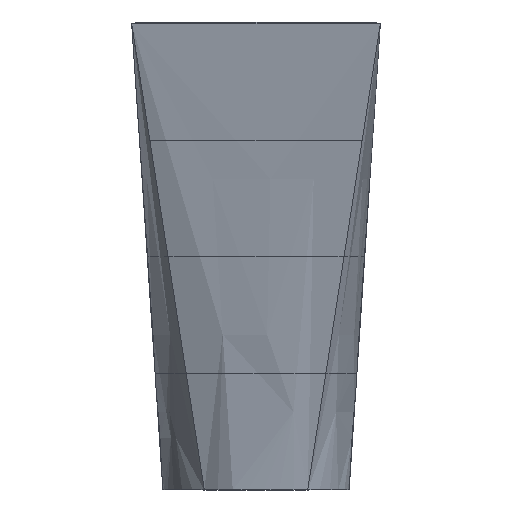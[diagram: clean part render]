
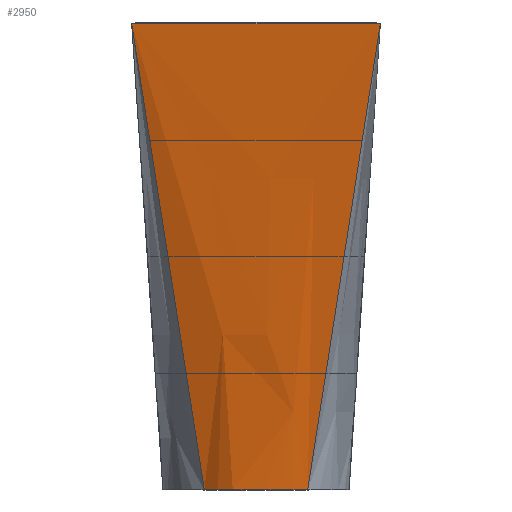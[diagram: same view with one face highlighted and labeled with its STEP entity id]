
A CAD part, left-side view. The second image highlights one B-rep face of the part: STEP entity #2950.
In plain terms, the highlighted free-form (B-spline) face has degree [3, 3] with [6, 4] control points.
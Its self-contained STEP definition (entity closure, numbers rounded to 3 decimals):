
#348=FACE_OUTER_BOUND($,#571,.T.);
#571=EDGE_LOOP($,(#2025,#2026,#2027,#2028));
#794=CIRCLE($,#3182,30.);
#802=LINE($,#4319,#1086);
#804=LINE($,#4348,#1088);
#805=LINE($,#4350,#1089);
#1086=VECTOR($,#3457,155.799);
#1088=VECTOR($,#3461,80.);
#1089=VECTOR($,#3462,155.799);
#1370=VERTEX_POINT($,#4316);
#1371=VERTEX_POINT($,#4318);
#1373=VERTEX_POINT($,#4347);
#1374=VERTEX_POINT($,#4349);
#1586=EDGE_CURVE($,#1370,#1371,#802,.T.);
#1589=EDGE_CURVE($,#1370,#1373,#804,.T.);
#1590=EDGE_CURVE($,#1373,#1374,#805,.T.);
#1591=EDGE_CURVE($,#1371,#1374,#794,.T.);
#2025=ORIENTED_EDGE($,*,*,#1589,.T.);
#2026=ORIENTED_EDGE($,*,*,#1590,.T.);
#2027=ORIENTED_EDGE($,*,*,#1591,.F.);
#2028=ORIENTED_EDGE($,*,*,#1586,.F.);
#2874=B_SPLINE_SURFACE_WITH_KNOTS($,3,3,((#4323,#4324,#4325,#4326),(#4327,
#4328,#4329,#4330),(#4331,#4332,#4333,#4334),(#4335,#4336,#4337,#4338),
(#4339,#4340,#4341,#4342),(#4343,#4344,#4345,#4346)),.UNSPECIFIED.,.F.,
 .F.,.F.,(4,1,1,4),(4,4),(0.,0.286,0.571,1.),(0.,
1.),.UNSPECIFIED.);
#2950=ADVANCED_FACE($,(#348),#2874,.T.);
#3182=AXIS2_PLACEMENT_3D($,#4351,#3463,#3464);
#3457=DIRECTION($,(0.225,-0.15,-0.963));
#3461=DIRECTION($,(0.,-1.,0.));
#3462=DIRECTION($,(0.225,0.15,-0.963));
#3463=DIRECTION('center_axis',(0.,0.,1.));
#3464=DIRECTION('ref_axis',(-1.,0.,0.));
#4316=CARTESIAN_POINT('',(-60.,40.,0.));
#4318=CARTESIAN_POINT('',(-24.962,16.641,-150.));
#4319=CARTESIAN_POINT($,(-60.,40.,0.));
#4323=CARTESIAN_POINT('Ctrl Pts',(-60.,40.,0.));
#4324=CARTESIAN_POINT('Ctrl Pts',(-48.321,32.214,-50.));
#4325=CARTESIAN_POINT('Ctrl Pts',(-36.641,24.427,-100.));
#4326=CARTESIAN_POINT('Ctrl Pts',(-24.962,16.641,-150.));
#4327=CARTESIAN_POINT('Ctrl Pts',(-60.,32.381,0.));
#4328=CARTESIAN_POINT('Ctrl Pts',(-48.943,26.202,-50.));
#4329=CARTESIAN_POINT('Ctrl Pts',(-37.883,20.024,-100.));
#4330=CARTESIAN_POINT('Ctrl Pts',(-26.825,13.845,-150.));
#4331=CARTESIAN_POINT('Ctrl Pts',(-60.,17.143,0.));
#4332=CARTESIAN_POINT('Ctrl Pts',(-49.868,13.97,-50.));
#4333=CARTESIAN_POINT('Ctrl Pts',(-39.731,10.798,-100.));
#4334=CARTESIAN_POINT('Ctrl Pts',(-29.599,7.624,-150.));
#4335=CARTESIAN_POINT('Ctrl Pts',(-60.,-9.524,0.));
#4336=CARTESIAN_POINT('Ctrl Pts',(-50.203,-7.771,-50.));
#4337=CARTESIAN_POINT('Ctrl Pts',(-40.407,-6.018,-100.));
#4338=CARTESIAN_POINT('Ctrl Pts',(-30.61,-4.265,-150.));
#4339=CARTESIAN_POINT('Ctrl Pts',(-60.,-28.571,0.));
#4340=CARTESIAN_POINT('Ctrl Pts',(-49.255,-23.198,-50.));
#4341=CARTESIAN_POINT('Ctrl Pts',(-38.502,-17.821,-100.));
#4342=CARTESIAN_POINT('Ctrl Pts',(-27.757,-12.447,-150.));
#4343=CARTESIAN_POINT('Ctrl Pts',(-60.,-40.,0.));
#4344=CARTESIAN_POINT('Ctrl Pts',(-48.321,-32.214,-50.));
#4345=CARTESIAN_POINT('Ctrl Pts',(-36.641,-24.427,-100.));
#4346=CARTESIAN_POINT('Ctrl Pts',(-24.962,-16.641,-150.));
#4347=CARTESIAN_POINT('',(-60.,-40.,0.));
#4348=CARTESIAN_POINT($,(-60.,40.,0.));
#4349=CARTESIAN_POINT('',(-24.962,-16.641,-150.));
#4350=CARTESIAN_POINT($,(-60.,-40.,0.));
#4351=CARTESIAN_POINT('Origin',(0.,0.,-150.));
